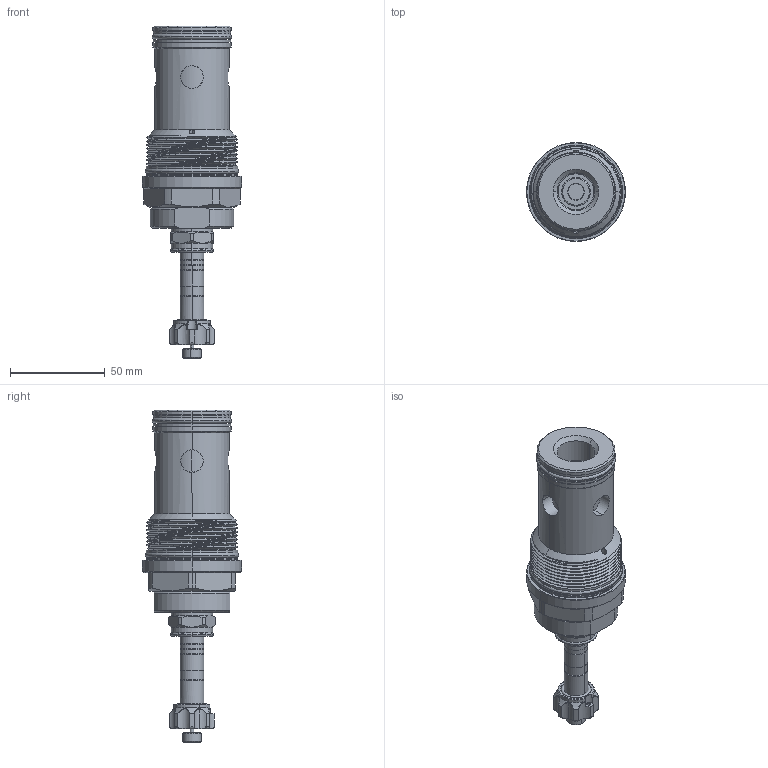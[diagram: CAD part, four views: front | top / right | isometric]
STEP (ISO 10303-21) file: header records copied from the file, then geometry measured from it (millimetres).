
FILE_DESCRIPTION (( 'STEP AP203' ), '1' );
FILE_NAME ('EP18A2A03P95.STEP', '2020-03-30T05:50:41', ( '' ), ( '' ), 'SwSTEP 2.0', 'SolidWorks 2018', '' );
FILE_SCHEMA (( 'CONFIG_CONTROL_DESIGN' ));
Length unit declared in the file: millimetre
Products named in the file (1): EP18A2A03P95
Bounding box: 52.37 x 52.37 x 175.6 mm (x, y, z)
Volume: 163426.4 mm3; surface area: 32301.3 mm2
Topology: 7 solids, 7 shells, 358 faces, 834 edges, 504 vertices
Faces by surface type: cylinder 159, cone 59, torus 51, plane 50, bspline 37, sphere 2
Entity records: 15402 total; most frequent: CARTESIAN_POINT 7462, ORIENTED_EDGE 1664, DIRECTION 1654, EDGE_CURVE 832, AXIS2_PLACEMENT_3D 710, VERTEX_POINT 504, EDGE_LOOP 388, CIRCLE 388
